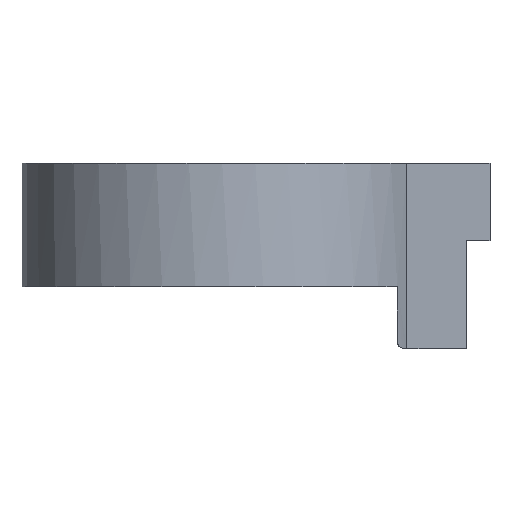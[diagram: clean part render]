
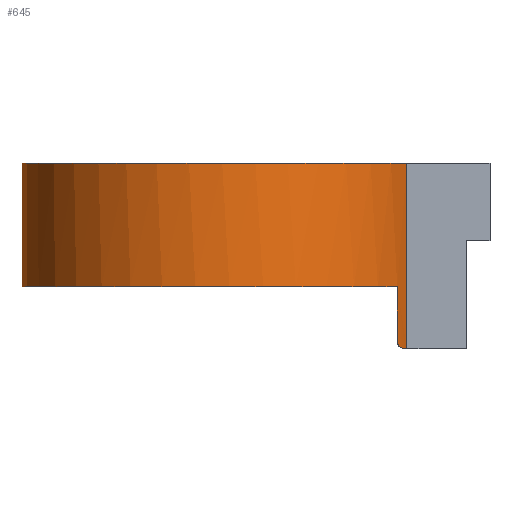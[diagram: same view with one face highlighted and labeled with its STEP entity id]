
A CAD part, front view. The second image highlights one B-rep face of the part: STEP entity #645.
In plain terms, the highlighted cylindrical face has radius 13 mm (diameter 26 mm), a partial arc.
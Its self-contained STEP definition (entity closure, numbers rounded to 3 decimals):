
#40 = VERTEX_POINT('',#41);
#41 = CARTESIAN_POINT('',(-15.754,-1.,12.));
#49 = EDGE_CURVE('',#40,#50,#52,.T.);
#50 = VERTEX_POINT('',#51);
#51 = CARTESIAN_POINT('',(9.122,-5.2,12.));
#52 = CIRCLE('',#53,13.);
#53 = AXIS2_PLACEMENT_3D('',#54,#55,#56);
#54 = CARTESIAN_POINT('',(-2.793,0.,12.));
#55 = DIRECTION('',(0.,0.,1.));
#56 = DIRECTION('',(1.,0.,-0.));
#627 = VERTEX_POINT('',#628);
#628 = CARTESIAN_POINT('',(-15.754,-1.,4.));
#634 = EDGE_CURVE('',#627,#40,#635,.T.);
#635 = LINE('',#636,#637);
#636 = CARTESIAN_POINT('',(-15.754,-1.,8.));
#637 = VECTOR('',#638,1.);
#638 = DIRECTION('',(0.,0.,1.));
#645 = ADVANCED_FACE('',(#646),#702,.T.);
#646 = FACE_BOUND('',#647,.T.);
#647 = EDGE_LOOP('',(#648,#659,#665,#666,#667,#676,#684));
#648 = ORIENTED_EDGE('',*,*,#649,.F.);
#649 = EDGE_CURVE('',#650,#652,#654,.T.);
#650 = VERTEX_POINT('',#651);
#651 = CARTESIAN_POINT('',(9.122,-5.2,0.));
#652 = VERTEX_POINT('',#653);
#653 = CARTESIAN_POINT('',(9.,-5.471,0.));
#654 = CIRCLE('',#655,13.);
#655 = AXIS2_PLACEMENT_3D('',#656,#657,#658);
#656 = CARTESIAN_POINT('',(-2.793,0.,0.));
#657 = DIRECTION('',(0.,0.,-1.));
#658 = DIRECTION('',(-1.,0.,-0.));
#659 = ORIENTED_EDGE('',*,*,#660,.F.);
#660 = EDGE_CURVE('',#50,#650,#661,.T.);
#661 = LINE('',#662,#663);
#662 = CARTESIAN_POINT('',(9.122,-5.2,6.61));
#663 = VECTOR('',#664,1.);
#664 = DIRECTION('',(0.,0.,-1.));
#665 = ORIENTED_EDGE('',*,*,#49,.F.);
#666 = ORIENTED_EDGE('',*,*,#634,.F.);
#667 = ORIENTED_EDGE('',*,*,#668,.F.);
#668 = EDGE_CURVE('',#669,#627,#671,.T.);
#669 = VERTEX_POINT('',#670);
#670 = CARTESIAN_POINT('',(8.5,-6.44,4.));
#671 = CIRCLE('',#672,13.);
#672 = AXIS2_PLACEMENT_3D('',#673,#674,#675);
#673 = CARTESIAN_POINT('',(-2.793,0.,4.));
#674 = DIRECTION('',(0.,0.,-1.));
#675 = DIRECTION('',(-1.,0.,-0.));
#676 = ORIENTED_EDGE('',*,*,#677,.T.);
#677 = EDGE_CURVE('',#669,#678,#680,.T.);
#678 = VERTEX_POINT('',#679);
#679 = CARTESIAN_POINT('',(8.5,-6.44,0.5));
#680 = LINE('',#681,#682);
#681 = CARTESIAN_POINT('',(8.5,-6.44,6.61));
#682 = VECTOR('',#683,1.);
#683 = DIRECTION('',(0.,0.,-1.));
#684 = ORIENTED_EDGE('',*,*,#685,.F.);
#685 = EDGE_CURVE('',#652,#678,#686,.T.);
#686 = B_SPLINE_CURVE_WITH_KNOTS('',5,(#687,#688,#689,#690,#691,#692,
    #693,#694,#695,#696,#697,#698,#699,#700,#701),.UNSPECIFIED.,.F.,.F.,
  (6,3,3,3,6),(0.,0.757,1.18,1.519,1.836
    ),.UNSPECIFIED.);
#687 = CARTESIAN_POINT('',(9.,-5.471,0.));
#688 = CARTESIAN_POINT('',(8.955,-5.568,
    0.));
#689 = CARTESIAN_POINT('',(8.909,-5.665,
    0.005));
#690 = CARTESIAN_POINT('',(8.862,-5.76,
    0.016));
#691 = CARTESIAN_POINT('',(8.788,-5.908,0.042
    ));
#692 = CARTESIAN_POINT('',(8.714,-6.051,0.088
    ));
#693 = CARTESIAN_POINT('',(8.687,-6.101,0.108)
  );
#694 = CARTESIAN_POINT('',(8.64,-6.189,0.149)
  );
#695 = CARTESIAN_POINT('',(8.595,-6.27,0.204));
#696 = CARTESIAN_POINT('',(8.576,-6.305,0.231)
  );
#697 = CARTESIAN_POINT('',(8.542,-6.367,0.292));
#698 = CARTESIAN_POINT('',(8.515,-6.413,0.368)
  );
#699 = CARTESIAN_POINT('',(8.505,-6.431,0.41)
  );
#700 = CARTESIAN_POINT('',(8.5,-6.44,0.455));
#701 = CARTESIAN_POINT('',(8.5,-6.44,0.5));
#702 = CYLINDRICAL_SURFACE('',#703,13.);
#703 = AXIS2_PLACEMENT_3D('',#704,#705,#706);
#704 = CARTESIAN_POINT('',(-2.793,0.,6.61));
#705 = DIRECTION('',(0.,0.,-1.));
#706 = DIRECTION('',(0.917,-0.4,0.));
